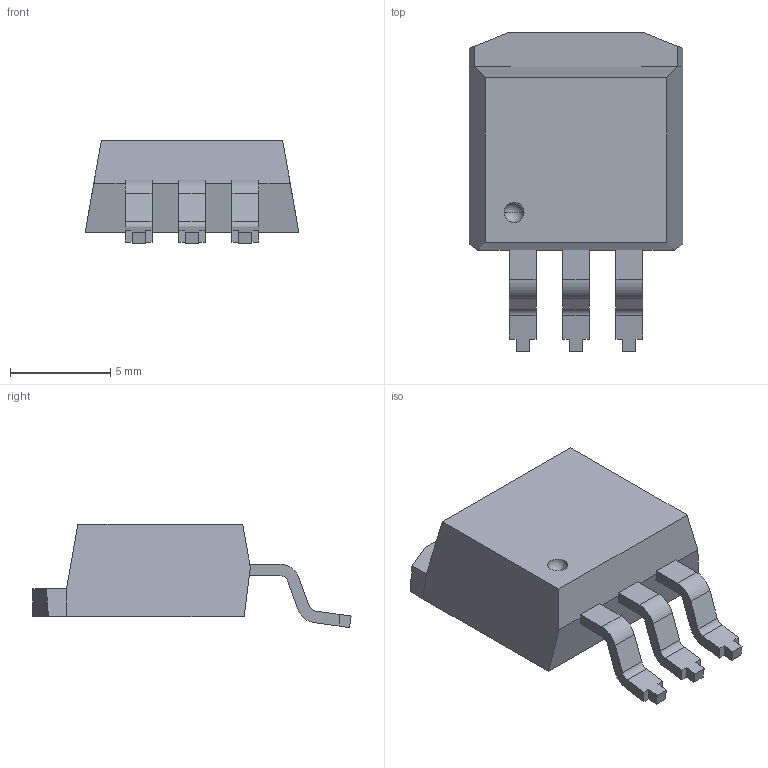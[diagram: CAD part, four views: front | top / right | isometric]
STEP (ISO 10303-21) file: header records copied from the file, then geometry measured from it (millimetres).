
FILE_DESCRIPTION (( 'STEP AP214' ), '1' );
FILE_NAME ('MIC29302WU.STEP', '2021-07-16T05:47:22', ( '' ), ( '' ), 'SwSTEP 2.0', 'SolidWorks 2018', '' );
FILE_SCHEMA (( 'AUTOMOTIVE_DESIGN' ));
Length unit declared in the file: millimetre
Products named in the file (1): MIC29302WU
Bounding box: 10.67 x 15.88 x 5.15 mm (x, y, z)
Volume: 436.2 mm3; surface area: 612.7 mm2
Topology: 2 solids, 2 shells, 86 faces, 246 edges, 163 vertices
Faces by surface type: plane 72, cylinder 12, sphere 2
Entity records: 2888 total; most frequent: CARTESIAN_POINT 490, ORIENTED_EDGE 484, DIRECTION 444, EDGE_CURVE 242, VECTOR 214, LINE 214, VERTEX_POINT 161, AXIS2_PLACEMENT_3D 115
